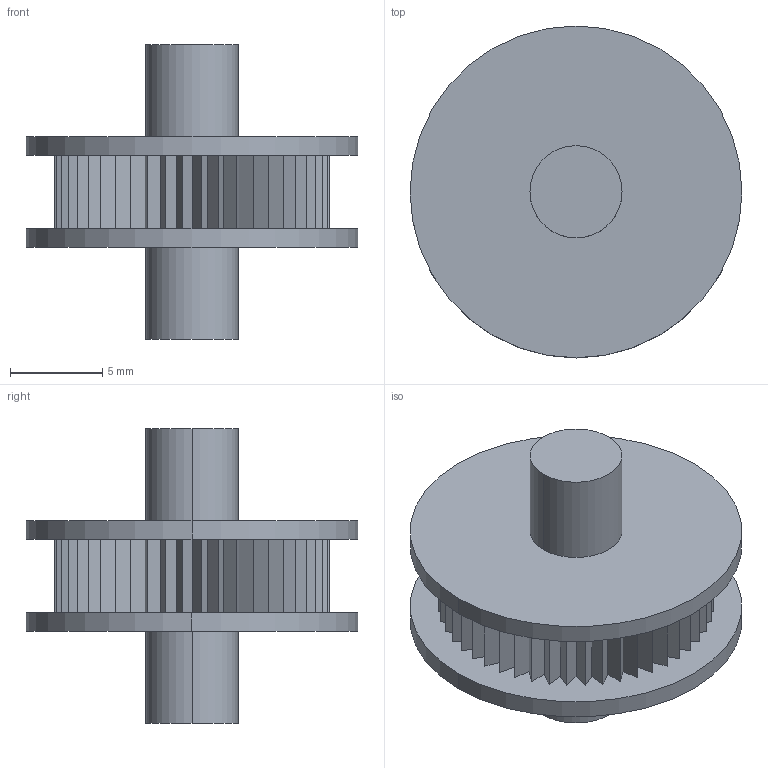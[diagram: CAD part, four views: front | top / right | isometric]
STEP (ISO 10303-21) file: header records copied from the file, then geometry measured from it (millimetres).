
FILE_DESCRIPTION (( 'STEP AP214' ), '1' );
FILE_NAME ('polea.STEP', '2019-04-01T22:13:08', ( 'MariaConsuegra' ), ( '' ), 'SwSTEP 2.0', 'SolidWorks 2015', '' );
FILE_SCHEMA (( 'AUTOMOTIVE_DESIGN' ));
Length unit declared in the file: millimetre
Products named in the file (1): polea
Bounding box: 18 x 18 x 16 mm (x, y, z)
Volume: 1330 mm3; surface area: 1352.4 mm2
Topology: 1 solids, 1 shells, 110 faces, 312 edges, 208 vertices
Faces by surface type: plane 102, cylinder 8
Entity records: 3546 total; most frequent: CARTESIAN_POINT 631, ORIENTED_EDGE 624, DIRECTION 550, EDGE_CURVE 312, LINE 296, VECTOR 296, VERTEX_POINT 208, AXIS2_PLACEMENT_3D 127
